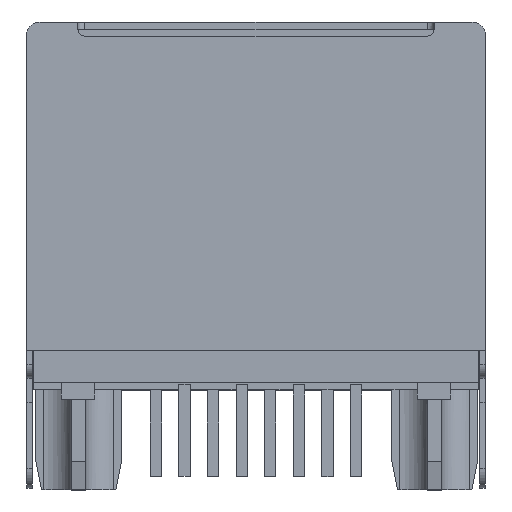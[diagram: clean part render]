
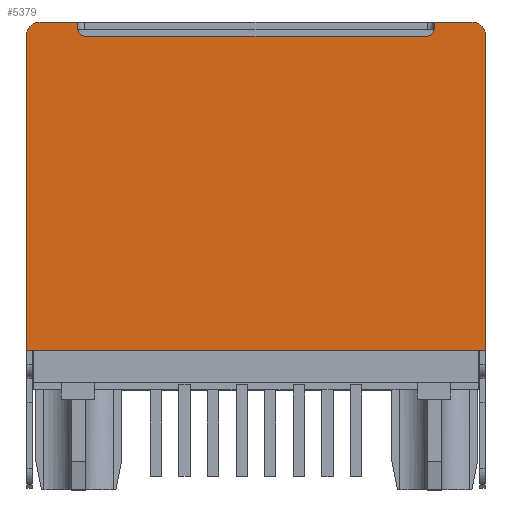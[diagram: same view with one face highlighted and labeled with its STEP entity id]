
A CAD part, top view. The second image highlights one B-rep face of the part: STEP entity #5379.
In plain terms, the highlighted planar face has unit normal (0, 0, 1).
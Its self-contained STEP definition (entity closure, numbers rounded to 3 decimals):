
#5262=AXIS2_PLACEMENT_3D('Circle Axis2P3D',#5260,#5261,$) ;
#5282=AXIS2_PLACEMENT_3D('Plane Axis2P3D',#5279,#5280,#5281) ;
#5309=AXIS2_PLACEMENT_3D('Circle Axis2P3D',#5307,#5308,$) ;
#5334=AXIS2_PLACEMENT_3D('Circle Axis2P3D',#5332,#5333,$) ;
#5348=AXIS2_PLACEMENT_3D('Circle Axis2P3D',#5346,#5347,$) ;
#5360=AXIS2_PLACEMENT_3D('Circle Axis2P3D',#5358,#5359,$) ;
#4454=CARTESIAN_POINT('Vertex',(0.5,16.672,0.)) ;
#4457=CARTESIAN_POINT('Line Origine',(1.175,16.672,0.)) ;
#4461=CARTESIAN_POINT('Vertex',(1.85,16.672,0.)) ;
#4496=CARTESIAN_POINT('Vertex',(14.55,16.672,0.)) ;
#4499=CARTESIAN_POINT('Line Origine',(15.225,16.672,0.)) ;
#4503=CARTESIAN_POINT('Vertex',(15.9,16.672,0.)) ;
#5260=CARTESIAN_POINT('Axis2P3D Location',(0.5,16.172,0.)) ;
#5264=CARTESIAN_POINT('Vertex',(0.078,16.44,0.)) ;
#5279=CARTESIAN_POINT('Axis2P3D Location',(8.2,10.817,0.)) ;
#5284=CARTESIAN_POINT('Line Origine',(0.025,10.609,0.)) ;
#5288=CARTESIAN_POINT('Vertex',(0.025,4.961,0.)) ;
#5290=CARTESIAN_POINT('Vertex',(0.025,16.258,0.)) ;
#5293=CARTESIAN_POINT('Line Origine',(8.2,4.961,0.)) ;
#5297=CARTESIAN_POINT('Vertex',(16.375,4.961,0.)) ;
#5300=CARTESIAN_POINT('Line Origine',(16.375,10.609,0.)) ;
#5304=CARTESIAN_POINT('Vertex',(16.375,16.258,0.)) ;
#5307=CARTESIAN_POINT('Axis2P3D Location',(16.035,16.258,0.)) ;
#5311=CARTESIAN_POINT('Vertex',(16.322,16.44,0.)) ;
#5315=CARTESIAN_POINT('Control Point',(15.9,16.672,0.)) ;
#5316=CARTESIAN_POINT('Control Point',(15.96,16.672,0.)) ;
#5317=CARTESIAN_POINT('Control Point',(16.021,16.663,0.)) ;
#5318=CARTESIAN_POINT('Control Point',(16.079,16.645,0.)) ;
#5319=CARTESIAN_POINT('Control Point',(16.17,16.6,0.)) ;
#5320=CARTESIAN_POINT('Control Point',(16.247,16.535,0.)) ;
#5321=CARTESIAN_POINT('Control Point',(16.276,16.506,0.)) ;
#5322=CARTESIAN_POINT('Control Point',(16.3,16.474,0.)) ;
#5323=CARTESIAN_POINT('Control Point',(16.322,16.44,0.)) ;
#5325=CARTESIAN_POINT('Line Origine',(14.55,16.547,0.)) ;
#5329=CARTESIAN_POINT('Vertex',(14.55,16.422,0.)) ;
#5332=CARTESIAN_POINT('Axis2P3D Location',(14.3,16.422,0.)) ;
#5336=CARTESIAN_POINT('Vertex',(14.3,16.172,0.)) ;
#5339=CARTESIAN_POINT('Line Origine',(8.2,16.172,0.)) ;
#5343=CARTESIAN_POINT('Vertex',(2.1,16.172,0.)) ;
#5346=CARTESIAN_POINT('Axis2P3D Location',(2.1,16.422,0.)) ;
#5350=CARTESIAN_POINT('Vertex',(1.85,16.422,0.)) ;
#5353=CARTESIAN_POINT('Line Origine',(1.85,16.547,0.)) ;
#5358=CARTESIAN_POINT('Axis2P3D Location',(0.365,16.258,0.)) ;
#4458=DIRECTION('Vector Direction',(-1.,0.,0.)) ;
#4500=DIRECTION('Vector Direction',(-1.,0.,0.)) ;
#5261=DIRECTION('Axis2P3D Direction',(0.,0.,-1.)) ;
#5280=DIRECTION('Axis2P3D Direction',(0.,0.,1.)) ;
#5281=DIRECTION('Axis2P3D XDirection',(-1.,0.,0.)) ;
#5285=DIRECTION('Vector Direction',(0.,1.,0.)) ;
#5294=DIRECTION('Vector Direction',(-1.,0.,0.)) ;
#5301=DIRECTION('Vector Direction',(0.,-1.,0.)) ;
#5308=DIRECTION('Axis2P3D Direction',(0.,0.,1.)) ;
#5326=DIRECTION('Vector Direction',(0.,1.,0.)) ;
#5333=DIRECTION('Axis2P3D Direction',(0.,0.,1.)) ;
#5340=DIRECTION('Vector Direction',(-1.,0.,0.)) ;
#5347=DIRECTION('Axis2P3D Direction',(0.,0.,1.)) ;
#5354=DIRECTION('Vector Direction',(0.,-1.,0.)) ;
#5359=DIRECTION('Axis2P3D Direction',(0.,0.,1.)) ;
#4459=VECTOR('Line Direction',#4458,1.) ;
#4501=VECTOR('Line Direction',#4500,1.) ;
#5286=VECTOR('Line Direction',#5285,1.) ;
#5295=VECTOR('Line Direction',#5294,1.) ;
#5302=VECTOR('Line Direction',#5301,1.) ;
#5327=VECTOR('Line Direction',#5326,1.) ;
#5341=VECTOR('Line Direction',#5340,1.) ;
#5355=VECTOR('Line Direction',#5354,1.) ;
#5364=ORIENTED_EDGE('',*,*,#5292,.F.) ;
#5365=ORIENTED_EDGE('',*,*,#5299,.F.) ;
#5366=ORIENTED_EDGE('',*,*,#5306,.F.) ;
#5367=ORIENTED_EDGE('',*,*,#5313,.T.) ;
#5368=ORIENTED_EDGE('',*,*,#5324,.F.) ;
#5369=ORIENTED_EDGE('',*,*,#4505,.T.) ;
#5370=ORIENTED_EDGE('',*,*,#5331,.F.) ;
#5371=ORIENTED_EDGE('',*,*,#5338,.F.) ;
#5372=ORIENTED_EDGE('',*,*,#5345,.T.) ;
#5373=ORIENTED_EDGE('',*,*,#5352,.F.) ;
#5374=ORIENTED_EDGE('',*,*,#5357,.F.) ;
#5375=ORIENTED_EDGE('',*,*,#4463,.T.) ;
#5376=ORIENTED_EDGE('',*,*,#5266,.F.) ;
#5377=ORIENTED_EDGE('',*,*,#5362,.T.) ;
#5379=ADVANCED_FACE('0\\MANIFOLD_SOLID_BREP #10229',(#5378),#5283,.T.) ;
#5314=B_SPLINE_CURVE_WITH_KNOTS('',5,(#5315,#5316,#5317,#5318,#5319,#5320,#5321,#5322,#5323),.UNSPECIFIED.,.F.,.U.,(6,3,6),(0.,0.426,0.709),.UNSPECIFIED.) ;
#5263=CIRCLE('generated circle',#5262,0.5) ;
#5310=CIRCLE('generated circle',#5309,0.34) ;
#5335=CIRCLE('generated circle',#5334,0.25) ;
#5349=CIRCLE('generated circle',#5348,0.25) ;
#5361=CIRCLE('generated circle',#5360,0.34) ;
#4463=EDGE_CURVE('',#4462,#4455,#4460,.T.) ;
#4505=EDGE_CURVE('',#4504,#4497,#4502,.T.) ;
#5266=EDGE_CURVE('',#5265,#4455,#5263,.T.) ;
#5292=EDGE_CURVE('',#5289,#5291,#5287,.T.) ;
#5299=EDGE_CURVE('',#5298,#5289,#5296,.T.) ;
#5306=EDGE_CURVE('',#5305,#5298,#5303,.T.) ;
#5313=EDGE_CURVE('',#5305,#5312,#5310,.T.) ;
#5324=EDGE_CURVE('',#4504,#5312,#5314,.T.) ;
#5331=EDGE_CURVE('',#5330,#4497,#5328,.T.) ;
#5338=EDGE_CURVE('',#5337,#5330,#5335,.T.) ;
#5345=EDGE_CURVE('',#5337,#5344,#5342,.T.) ;
#5352=EDGE_CURVE('',#5351,#5344,#5349,.T.) ;
#5357=EDGE_CURVE('',#4462,#5351,#5356,.T.) ;
#5362=EDGE_CURVE('',#5265,#5291,#5361,.T.) ;
#5363=EDGE_LOOP('',(#5364,#5365,#5366,#5367,#5368,#5369,#5370,#5371,#5372,#5373,#5374,#5375,#5376,#5377)) ;
#5378=FACE_OUTER_BOUND('',#5363,.T.) ;
#4460=LINE('Line',#4457,#4459) ;
#4502=LINE('Line',#4499,#4501) ;
#5287=LINE('Line',#5284,#5286) ;
#5296=LINE('Line',#5293,#5295) ;
#5303=LINE('Line',#5300,#5302) ;
#5328=LINE('Line',#5325,#5327) ;
#5342=LINE('Line',#5339,#5341) ;
#5356=LINE('Line',#5353,#5355) ;
#5283=PLANE('',#5282) ;
#4455=VERTEX_POINT('',#4454) ;
#4462=VERTEX_POINT('',#4461) ;
#4497=VERTEX_POINT('',#4496) ;
#4504=VERTEX_POINT('',#4503) ;
#5265=VERTEX_POINT('',#5264) ;
#5289=VERTEX_POINT('',#5288) ;
#5291=VERTEX_POINT('',#5290) ;
#5298=VERTEX_POINT('',#5297) ;
#5305=VERTEX_POINT('',#5304) ;
#5312=VERTEX_POINT('',#5311) ;
#5330=VERTEX_POINT('',#5329) ;
#5337=VERTEX_POINT('',#5336) ;
#5344=VERTEX_POINT('',#5343) ;
#5351=VERTEX_POINT('',#5350) ;
